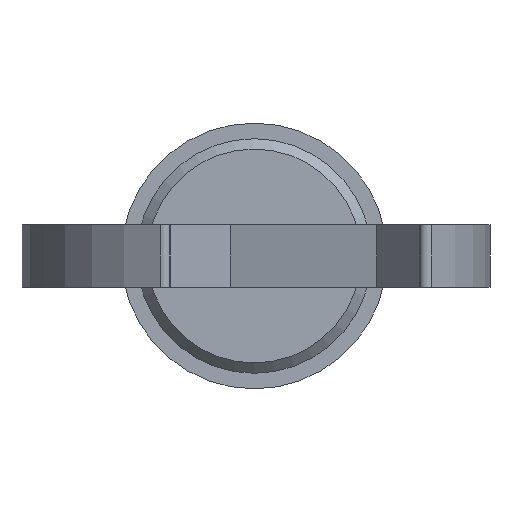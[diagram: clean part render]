
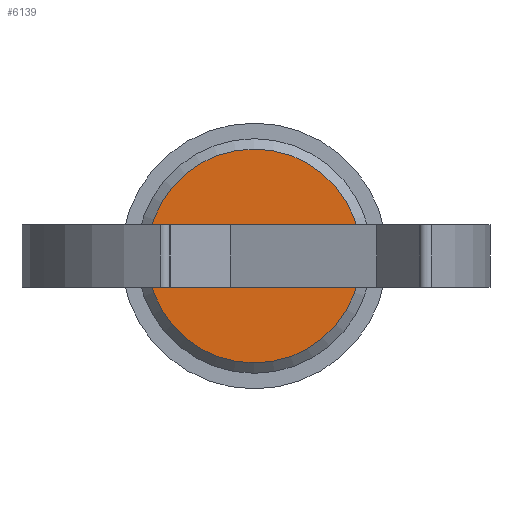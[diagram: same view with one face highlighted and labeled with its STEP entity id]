
A CAD part, left-side view. The second image highlights one B-rep face of the part: STEP entity #6139.
In plain terms, the highlighted planar face has unit normal (-1, 0, 0).
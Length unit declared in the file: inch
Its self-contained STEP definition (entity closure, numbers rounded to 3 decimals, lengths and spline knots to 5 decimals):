
#62 = VECTOR ( 'NONE', #6325, 39.37008 ) ;
#370 = DIRECTION ( 'NONE',  ( -1., 0., 0. ) ) ;
#531 = VERTEX_POINT ( 'NONE', #5673 ) ;
#536 = DIRECTION ( 'NONE',  ( 0., 1., 0. ) ) ;
#623 = EDGE_CURVE ( 'NONE', #1502, #3561, #2650, .T. ) ;
#693 = EDGE_CURVE ( 'NONE', #3561, #531, #2602, .T. ) ;
#722 = VERTEX_POINT ( 'NONE', #6048 ) ;
#742 = DIRECTION ( 'NONE',  ( 0., 0., -1. ) ) ;
#893 = ORIENTED_EDGE ( 'NONE', *, *, #1106, .T. ) ;
#1043 = LINE ( 'NONE', #3002, #5410 ) ;
#1060 = CARTESIAN_POINT ( 'NONE',  ( 0., -0.97717, -0.09 ) ) ;
#1106 = EDGE_CURVE ( 'NONE', #3180, #3180, #1343, .T. ) ;
#1343 = CIRCLE ( 'NONE', #2877, 0.31 ) ;
#1347 = CARTESIAN_POINT ( 'NONE',  ( 0., 0., 0. ) ) ;
#1411 = CARTESIAN_POINT ( 'NONE',  ( 0., 0.25404, 0.09 ) ) ;
#1502 = VERTEX_POINT ( 'NONE', #4659 ) ;
#1549 = CARTESIAN_POINT ( 'NONE',  ( 0., 0., 0. ) ) ;
#1792 = DIRECTION ( 'NONE',  ( 0., 0., -1. ) ) ;
#1968 = PLANE ( 'NONE',  #5811 ) ;
#2027 = FACE_OUTER_BOUND ( 'NONE', #6044, .T. ) ;
#2058 = DIRECTION ( 'NONE',  ( 1., 0., 0. ) ) ;
#2180 = CARTESIAN_POINT ( 'NONE',  ( 0., 0., -0.31 ) ) ;
#2214 = DIRECTION ( 'NONE',  ( 0., 1., 0. ) ) ;
#2436 = ORIENTED_EDGE ( 'NONE', *, *, #3520, .F. ) ;
#2602 = LINE ( 'NONE', #1060, #4432 ) ;
#2650 = LINE ( 'NONE', #2678, #2781 ) ;
#2678 = CARTESIAN_POINT ( 'NONE',  ( 0., -0.25445, 0.09 ) ) ;
#2781 = VECTOR ( 'NONE', #742, 39.37008 ) ;
#2821 = ORIENTED_EDGE ( 'NONE', *, *, #2848, .T. ) ;
#2848 = EDGE_CURVE ( 'NONE', #531, #722, #4366, .T. ) ;
#2877 = AXIS2_PLACEMENT_3D ( 'NONE', #1347, #370, #1792 ) ;
#3002 = CARTESIAN_POINT ( 'NONE',  ( 0., -0.97717, 0.09 ) ) ;
#3041 = ORIENTED_EDGE ( 'NONE', *, *, #693, .T. ) ;
#3180 = VERTEX_POINT ( 'NONE', #2180 ) ;
#3520 = EDGE_CURVE ( 'NONE', #1502, #722, #1043, .T. ) ;
#3561 = VERTEX_POINT ( 'NONE', #5632 ) ;
#3736 = EDGE_LOOP ( 'NONE', ( #2436, #4425, #3041, #2821 ) ) ;
#4366 = LINE ( 'NONE', #1411, #62 ) ;
#4425 = ORIENTED_EDGE ( 'NONE', *, *, #623, .T. ) ;
#4432 = VECTOR ( 'NONE', #536, 39.37008 ) ;
#4471 = FACE_BOUND ( 'NONE', #3736, .T. ) ;
#4659 = CARTESIAN_POINT ( 'NONE',  ( 0., -0.25445, 0.09 ) ) ;
#5410 = VECTOR ( 'NONE', #2214, 39.37008 ) ;
#5632 = CARTESIAN_POINT ( 'NONE',  ( 0., -0.25445, -0.09 ) ) ;
#5673 = CARTESIAN_POINT ( 'NONE',  ( 0., 0.25404, -0.09 ) ) ;
#5811 = AXIS2_PLACEMENT_3D ( 'NONE', #1549, #2058, #5859 ) ;
#5859 = DIRECTION ( 'NONE',  ( 0., 1., 0. ) ) ;
#6044 = EDGE_LOOP ( 'NONE', ( #893 ) ) ;
#6048 = CARTESIAN_POINT ( 'NONE',  ( 0., 0.25404, 0.09 ) ) ;
#6139 = ADVANCED_FACE ( 'NONE', ( #4471, #2027 ), #1968, .F. ) ;
#6325 = DIRECTION ( 'NONE',  ( 0., 0., 1. ) ) ;
